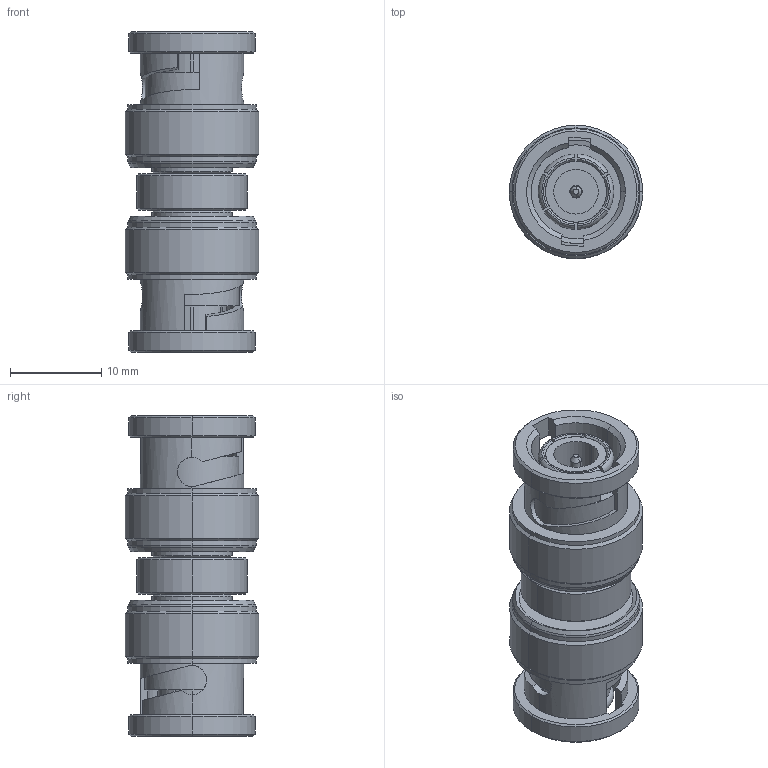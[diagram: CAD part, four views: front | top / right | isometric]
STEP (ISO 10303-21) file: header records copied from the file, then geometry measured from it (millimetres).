
FILE_DESCRIPTION (( 'STEP AP214' ), '1' );
FILE_NAME ('J01004A0806.STEP', '2014-11-19T14:29:25', ( '' ), ( '' ), 'SwSTEP 2.0', 'SolidWorks 2014', '' );
FILE_SCHEMA (( 'AUTOMOTIVE_DESIGN' ));
Length unit declared in the file: millimetre
Products named in the file (1): J01004A0806
Bounding box: 14.6 x 14.6 x 35.1 mm (x, y, z)
Volume: 3954.3 mm3; surface area: 3153.8 mm2
Topology: 1 solids, 1 shells, 236 faces, 586 edges, 372 vertices
Faces by surface type: cylinder 86, plane 74, cone 60, torus 16
Entity records: 9954 total; most frequent: CARTESIAN_POINT 1839, DIRECTION 1188, ORIENTED_EDGE 1172, EDGE_CURVE 586, AXIS2_PLACEMENT_3D 461, VERTEX_POINT 372, VECTOR 266, LINE 266
